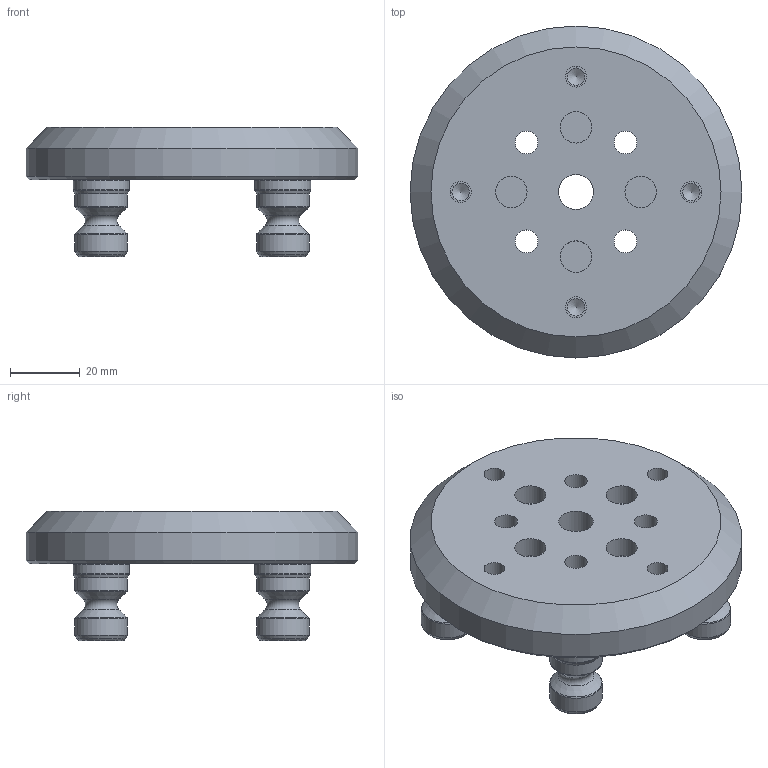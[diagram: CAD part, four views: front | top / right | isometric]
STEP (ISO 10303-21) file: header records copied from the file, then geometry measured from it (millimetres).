
FILE_DESCRIPTION(/* description */ (''),/* implementation_level */ '2;1');
FILE_NAME(/* name */ '',/* time_stamp */ '2024-01-05T15:11:07+08:00',/* author */ (''),/* organization */ (''),/* preprocessor_version */ 'ST-DEVELOPER v11',/* originating_system */ 'SIEMENS PLM Software NX 7.0',/* authorisation */ '');
FILE_SCHEMA (('CONFIG_CONTROL_DESIGN'));
Length unit declared in the file: millimetre
Products named in the file (1): Admi708Fokkv
Bounding box: 95 x 95 x 37 mm (x, y, z)
Volume: 100828.2 mm3; surface area: 30331.5 mm2
Topology: 5 solids, 5 shells, 232 faces, 538 edges, 345 vertices
Faces by surface type: plane 87, cylinder 75, torus 36, cone 34
Full cylindrical faces by diameter (mm): 5 x4, 6 x4, 6.5 x4, 6.8 x4, 8.5 x4, 9 x4, 10 x1, 11 x4, 12 x8, 15 x8, 16 x4, 18 x1, 95 x1
Entity records: 6106 total; most frequent: CARTESIAN_POINT 1466, DIRECTION 948, ORIENTED_EDGE 744, AXIS2_PLACEMENT_3D 414, EDGE_LOOP 392, EDGE_CURVE 372, FACE_BOUND 316, VERTEX_POINT 308
